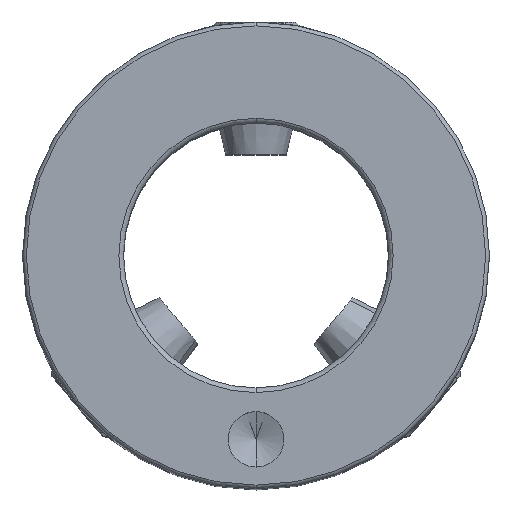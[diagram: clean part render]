
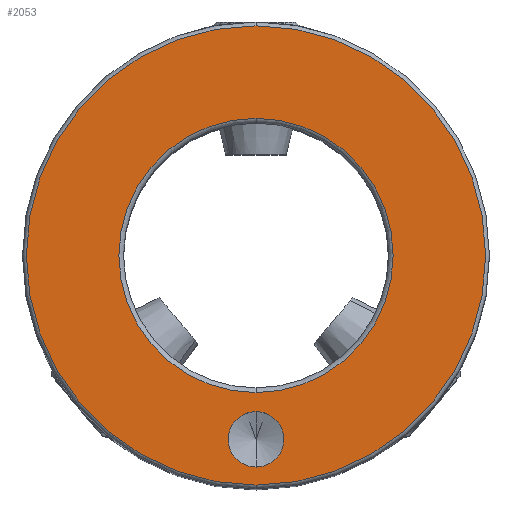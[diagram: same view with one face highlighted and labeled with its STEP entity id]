
A CAD part, top view. The second image highlights one B-rep face of the part: STEP entity #2053.
In plain terms, the highlighted planar face has unit normal (0, 0, 1).
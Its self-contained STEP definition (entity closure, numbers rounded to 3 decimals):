
#1387=EDGE_CURVE('NONE',#3123,#2965,#3525,.T.);
#1511=EDGE_CURVE('NONE',#1687,#2285,#3656,.T.);
#1687=VERTEX_POINT('NONE',#3851);
#2053=ADVANCED_FACE('NONE',(#4272,#4273,#4274),#4275,.T.);
#2103=EDGE_CURVE('NONE',#2965,#3123,#4331,.T.);
#2285=VERTEX_POINT('NONE',#4544);
#2533=EDGE_CURVE('NONE',#3041,#3177,#4827,.T.);
#2709=EDGE_CURVE('NONE',#3177,#3041,#5026,.T.);
#2925=EDGE_CURVE('NONE',#2285,#1687,#5268,.T.);
#2965=VERTEX_POINT('NONE',#5314);
#3041=VERTEX_POINT('NONE',#5403);
#3123=VERTEX_POINT('NONE',#5491);
#3177=VERTEX_POINT('NONE',#5548);
#3525=CIRCLE('',#6214,18.648);
#3656=CIRCLE('',#6401,3.775);
#3851=CARTESIAN_POINT('',(0.,-21.225,0.));
#4272=FACE_OUTER_BOUND('',#7514,.T.);
#4273=FACE_BOUND('',#7515,.T.);
#4274=FACE_BOUND('',#7516,.T.);
#4275=PLANE('',#7517);
#4331=CIRCLE('',#7594,18.648);
#4544=CARTESIAN_POINT('',(0.,-28.775,0.));
#4827=CIRCLE('',#8496,31.228);
#5026=CIRCLE('',#8863,31.228);
#5268=CIRCLE('',#9461,3.775);
#5314=CARTESIAN_POINT('',(0.,-18.648,0.));
#5403=CARTESIAN_POINT('',(0.,31.228,0.));
#5491=CARTESIAN_POINT('',(0.,18.648,0.));
#5548=CARTESIAN_POINT('',(0.,-31.228,0.));
#6214=AXIS2_PLACEMENT_3D('',#10388,#10389,#10390);
#6401=AXIS2_PLACEMENT_3D('',#10507,#10508,#10509);
#7514=EDGE_LOOP('',(#11298,#11299));
#7515=EDGE_LOOP('',(#11300,#11301));
#7516=EDGE_LOOP('',(#11302,#11303));
#7517=AXIS2_PLACEMENT_3D('',#11304,#11305,#11306);
#7594=AXIS2_PLACEMENT_3D('',#11380,#11381,#11382);
#8496=AXIS2_PLACEMENT_3D('',#12046,#12047,#12048);
#8863=AXIS2_PLACEMENT_3D('',#12274,#12275,#12276);
#9461=AXIS2_PLACEMENT_3D('',#12540,#12541,#12542);
#10388=CARTESIAN_POINT('',(0.,0.0,0.));
#10389=DIRECTION('',(0.,0.0,1.0));
#10390=DIRECTION('',(-1.0,0.0,0.));
#10507=CARTESIAN_POINT('',(0.0,-25.0,0.));
#10508=DIRECTION('',(0.,0.0,-1.0));
#10509=DIRECTION('',(1.0,0.0,0.));
#11298=ORIENTED_EDGE('',*,*,#2533,.T.);
#11299=ORIENTED_EDGE('',*,*,#2709,.T.);
#11300=ORIENTED_EDGE('',*,*,#2103,.F.);
#11301=ORIENTED_EDGE('',*,*,#1387,.F.);
#11302=ORIENTED_EDGE('',*,*,#1511,.T.);
#11303=ORIENTED_EDGE('',*,*,#2925,.T.);
#11304=CARTESIAN_POINT('',(0.,0.0,0.));
#11305=DIRECTION('',(0.,0.0,1.0));
#11306=DIRECTION('',(0.0,1.0,0.0));
#11380=CARTESIAN_POINT('',(0.,0.0,0.));
#11381=DIRECTION('',(0.,0.0,1.0));
#11382=DIRECTION('',(-1.0,0.0,0.));
#12046=CARTESIAN_POINT('',(0.,0.0,0.));
#12047=DIRECTION('',(0.,0.0,1.0));
#12048=DIRECTION('',(1.0,0.0,0.));
#12274=CARTESIAN_POINT('',(0.,0.0,0.));
#12275=DIRECTION('',(0.,0.0,1.0));
#12276=DIRECTION('',(1.0,0.0,0.));
#12540=CARTESIAN_POINT('',(0.0,-25.0,0.));
#12541=DIRECTION('',(0.,0.0,-1.0));
#12542=DIRECTION('',(1.0,0.0,0.));
